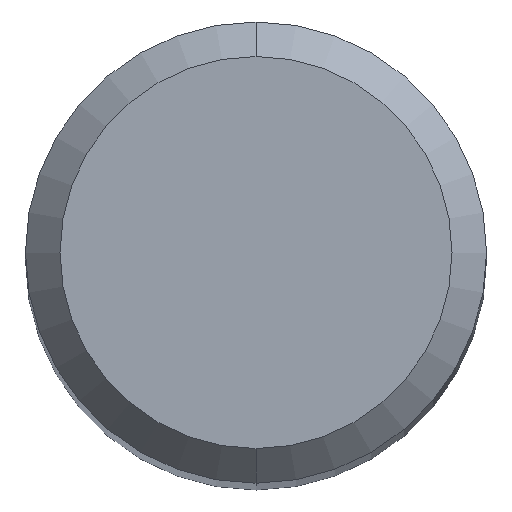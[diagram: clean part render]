
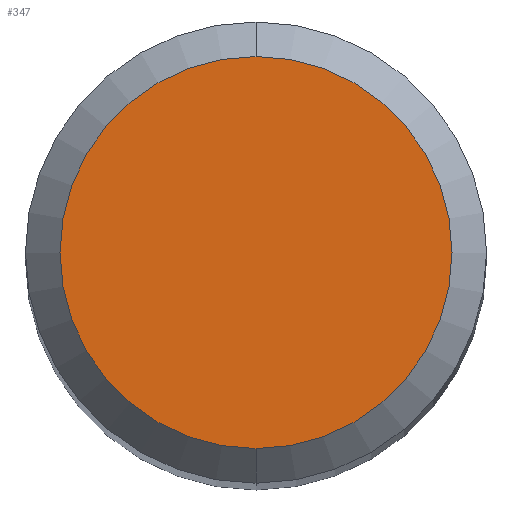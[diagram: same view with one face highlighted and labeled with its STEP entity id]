
A CAD part, top view. The second image highlights one B-rep face of the part: STEP entity #347.
In plain terms, the highlighted planar face has unit normal (0, 0, 1).
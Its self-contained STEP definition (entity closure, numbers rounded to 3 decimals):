
#229=VERTEX_POINT('',#542);
#277=VERTEX_POINT('',#597);
#319=EDGE_CURVE('',#229,#277,#642,.T.);
#347=ADVANCED_FACE('',(#674),#675,.T.);
#357=EDGE_CURVE('',#277,#229,#685,.T.);
#542=CARTESIAN_POINT('',(0.,-1.7,0.0));
#597=CARTESIAN_POINT('',(0.0,1.7,0.0));
#642=CIRCLE('',#1108,1.7);
#674=FACE_OUTER_BOUND('',#1146,.T.);
#675=PLANE('',#1147);
#685=CIRCLE('',#1173,1.7);
#1108=AXIS2_PLACEMENT_3D('',#1626,#1627,#1628);
#1146=EDGE_LOOP('',(#1682,#1683));
#1147=AXIS2_PLACEMENT_3D('',#1684,#1685,#1686);
#1173=AXIS2_PLACEMENT_3D('',#1690,#1691,#1692);
#1626=CARTESIAN_POINT('',(0.0,0.0,0.0));
#1627=DIRECTION('',(0.0,0.0,-1.0));
#1628=DIRECTION('',(0.0,1.0,0.0));
#1682=ORIENTED_EDGE('',*,*,#357,.F.);
#1683=ORIENTED_EDGE('',*,*,#319,.F.);
#1684=CARTESIAN_POINT('',(0.0,0.85,0.0));
#1685=DIRECTION('',(-0.0,0.0,1.0));
#1686=DIRECTION('',(0.0,-1.0,0.0));
#1690=CARTESIAN_POINT('',(0.0,0.0,0.0));
#1691=DIRECTION('',(0.0,0.0,-1.0));
#1692=DIRECTION('',(0.0,1.0,0.0));
